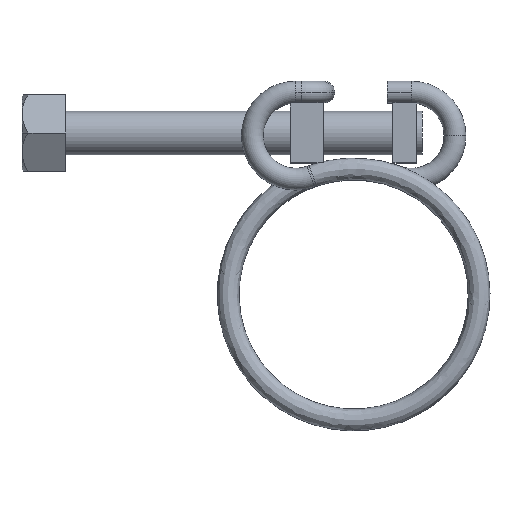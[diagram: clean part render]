
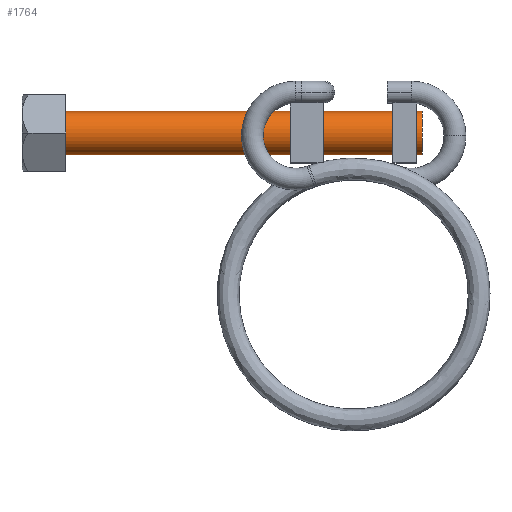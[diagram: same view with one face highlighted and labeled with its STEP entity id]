
A CAD part, top view. The second image highlights one B-rep face of the part: STEP entity #1764.
In plain terms, the highlighted cylindrical face has radius 2 mm (diameter 4 mm), a partial arc.
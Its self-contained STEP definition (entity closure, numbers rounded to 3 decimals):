
#364 = VECTOR ( 'NONE', #2073, 1000. ) ;
#564 = CARTESIAN_POINT ( 'NONE',  ( -26.401, 14.8, 0. ) ) ;
#785 = CIRCLE ( 'NONE', #5909, 2. ) ;
#1145 = ORIENTED_EDGE ( 'NONE', *, *, #3470, .T. ) ;
#1261 = EDGE_LOOP ( 'NONE', ( #7642, #1145, #8671, #6777 ) ) ;
#1764 = ADVANCED_FACE ( 'NONE', ( #5332 ), #8098, .T. ) ;
#1848 = CARTESIAN_POINT ( 'NONE',  ( 6.299, 14.8, 0. ) ) ;
#1951 = EDGE_CURVE ( 'NONE', #6492, #4502, #785, .T. ) ;
#2014 = VERTEX_POINT ( 'NONE', #7904 ) ;
#2073 = DIRECTION ( 'NONE',  ( -1., 0., 0. ) ) ;
#2272 = EDGE_CURVE ( 'NONE', #2014, #3846, #7205, .T. ) ;
#2861 = DIRECTION ( 'NONE',  ( 0., 1., 0. ) ) ;
#2971 = CARTESIAN_POINT ( 'NONE',  ( -26.401, 12.8, 0. ) ) ;
#3281 = AXIS2_PLACEMENT_3D ( 'NONE', #564, #9011, #3455 ) ;
#3455 = DIRECTION ( 'NONE',  ( 0., 1., 0. ) ) ;
#3470 = EDGE_CURVE ( 'NONE', #6492, #2014, #4751, .T. ) ;
#3628 = DIRECTION ( 'NONE',  ( 1., 0., 0. ) ) ;
#3846 = VERTEX_POINT ( 'NONE', #2971 ) ;
#3956 = DIRECTION ( 'NONE',  ( 0., -1., 0. ) ) ;
#4273 = CARTESIAN_POINT ( 'NONE',  ( 6.299, 12.8, 0. ) ) ;
#4288 = CARTESIAN_POINT ( 'NONE',  ( 6.299, 16.8, 0. ) ) ;
#4383 = VECTOR ( 'NONE', #5216, 1000. ) ;
#4502 = VERTEX_POINT ( 'NONE', #4273 ) ;
#4645 = DIRECTION ( 'NONE',  ( -1., 0., 0. ) ) ;
#4751 = LINE ( 'NONE', #6281, #364 ) ;
#5216 = DIRECTION ( 'NONE',  ( -1., 0., 0. ) ) ;
#5262 = LINE ( 'NONE', #5988, #4383 ) ;
#5332 = FACE_OUTER_BOUND ( 'NONE', #1261, .T. ) ;
#5909 = AXIS2_PLACEMENT_3D ( 'NONE', #7752, #3628, #2861 ) ;
#5988 = CARTESIAN_POINT ( 'NONE',  ( 6.299, 12.8, 0. ) ) ;
#6281 = CARTESIAN_POINT ( 'NONE',  ( 6.299, 16.8, 0. ) ) ;
#6492 = VERTEX_POINT ( 'NONE', #4288 ) ;
#6777 = ORIENTED_EDGE ( 'NONE', *, *, #8809, .F. ) ;
#7205 = CIRCLE ( 'NONE', #3281, 2. ) ;
#7642 = ORIENTED_EDGE ( 'NONE', *, *, #1951, .F. ) ;
#7752 = CARTESIAN_POINT ( 'NONE',  ( 6.299, 14.8, 0. ) ) ;
#7769 = AXIS2_PLACEMENT_3D ( 'NONE', #1848, #4645, #3956 ) ;
#7904 = CARTESIAN_POINT ( 'NONE',  ( -26.401, 16.8, 0. ) ) ;
#8098 = CYLINDRICAL_SURFACE ( 'NONE', #7769, 2. ) ;
#8671 = ORIENTED_EDGE ( 'NONE', *, *, #2272, .T. ) ;
#8809 = EDGE_CURVE ( 'NONE', #4502, #3846, #5262, .T. ) ;
#9011 = DIRECTION ( 'NONE',  ( 1., 0., 0. ) ) ;
